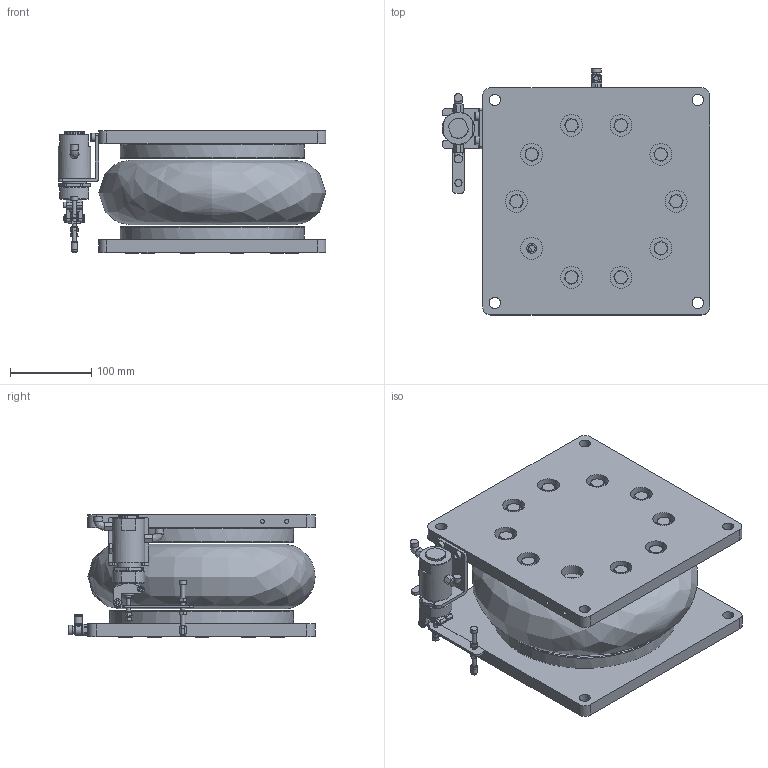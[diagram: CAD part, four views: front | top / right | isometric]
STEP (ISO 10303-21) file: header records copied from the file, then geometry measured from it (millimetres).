
FILE_DESCRIPTION (( 'STEP AP214' ), '1' );
FILE_NAME ('516461.STEP', '2025-01-03T04:13:43', ( 'Windows User' ), ( 'P R C' ), 'SwSTEP 2.0', 'SolidWorks 2020', '' );
FILE_SCHEMA (( 'AUTOMOTIVE_DESIGN' ));
Length unit declared in the file: millimetre
Products named in the file (1): 516461
Bounding box: 330 x 303.5 x 150.67 mm (x, y, z)
Surface area: 572949.7 mm2 (no closed solid volume)
Topology: 0 solids, 67 shells, 623 faces, 1951 edges, 1419 vertices
Faces by surface type: plane 344, cone 142, cylinder 120, bspline 16, torus 1
Full cylindrical faces by diameter (mm): 4 x1, 5 x9, 6 x1, 7 x2, 7.5 x1, 8 x4, 8.1 x1, 8.45 x1, 8.5 x1, 9 x2, 9.7 x1, 10 x4, 10.4 x1, 11 x2, 11.5 x1, 12 x1, 12.6 x1, 12.7 x1, 13 x2, 14 x8, 16.1 x2, 27 x20, 30 x1, 40 x1, 227 x2
Entity records: 39058 total; most frequent: CARTESIAN_POINT 23529, ORIENTED_EDGE 2951, DIRECTION 2724, EDGE_CURVE 1844, VERTEX_POINT 1399, AXIS2_PLACEMENT_3D 993, EDGE_LOOP 865, VECTOR 738
